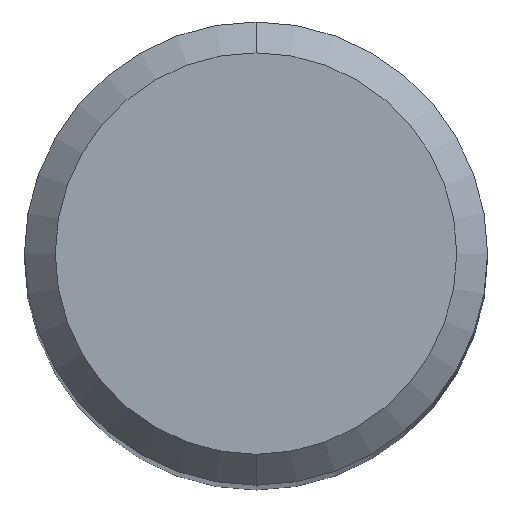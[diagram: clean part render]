
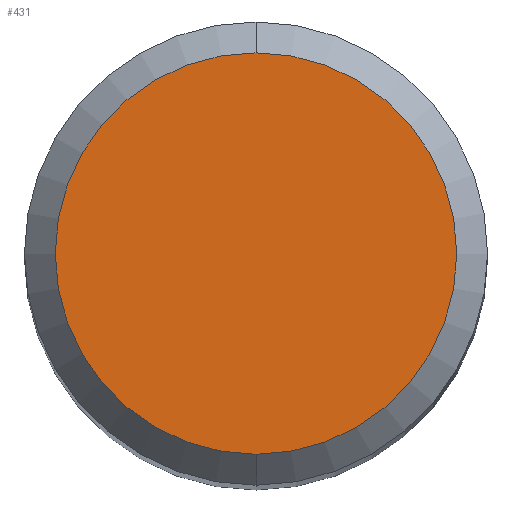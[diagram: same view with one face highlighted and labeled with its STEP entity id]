
A CAD part, top view. The second image highlights one B-rep face of the part: STEP entity #431.
In plain terms, the highlighted planar face has unit normal (0, 0, 1).
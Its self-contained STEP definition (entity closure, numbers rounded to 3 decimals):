
#357=VERTEX_POINT('',#704);
#369=VERTEX_POINT('',#716);
#385=EDGE_CURVE('',#369,#357,#733,.T.);
#431=ADVANCED_FACE('',(#780),#781,.T.);
#469=EDGE_CURVE('',#357,#369,#822,.T.);
#704=CARTESIAN_POINT('',(0.,-2.6,0.0));
#716=CARTESIAN_POINT('',(0.0,2.6,0.0));
#733=CIRCLE('',#1288,2.6);
#780=FACE_OUTER_BOUND('',#1369,.T.);
#781=PLANE('',#1370);
#822=CIRCLE('',#1474,2.6);
#1288=AXIS2_PLACEMENT_3D('',#1801,#1802,#1803);
#1369=EDGE_LOOP('',(#1829,#1830));
#1370=AXIS2_PLACEMENT_3D('',#1831,#1832,#1833);
#1474=AXIS2_PLACEMENT_3D('',#1867,#1868,#1869);
#1801=CARTESIAN_POINT('',(0.0,0.0,0.0));
#1802=DIRECTION('',(0.0,0.0,-1.0));
#1803=DIRECTION('',(0.0,1.0,0.0));
#1829=ORIENTED_EDGE('',*,*,#385,.F.);
#1830=ORIENTED_EDGE('',*,*,#469,.F.);
#1831=CARTESIAN_POINT('',(0.0,1.3,0.0));
#1832=DIRECTION('',(-0.0,0.0,1.0));
#1833=DIRECTION('',(0.0,-1.0,0.0));
#1867=CARTESIAN_POINT('',(0.0,0.0,0.0));
#1868=DIRECTION('',(0.0,0.0,-1.0));
#1869=DIRECTION('',(0.0,1.0,0.0));
